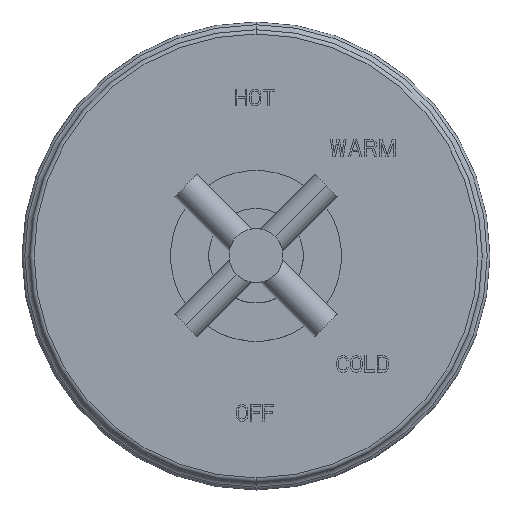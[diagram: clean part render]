
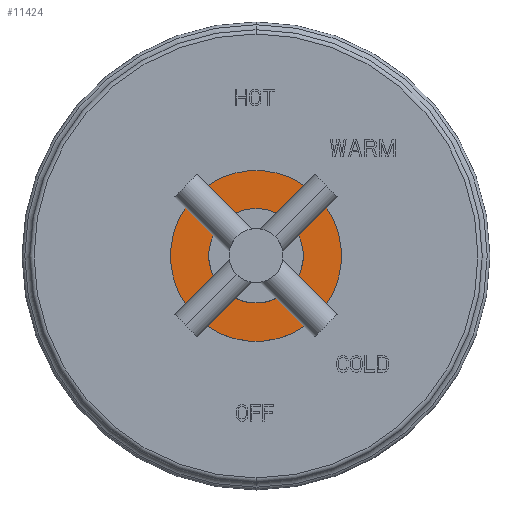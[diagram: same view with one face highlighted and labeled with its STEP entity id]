
A CAD part, top view. The second image highlights one B-rep face of the part: STEP entity #11424.
In plain terms, the highlighted planar face has unit normal (0, 0, 1).
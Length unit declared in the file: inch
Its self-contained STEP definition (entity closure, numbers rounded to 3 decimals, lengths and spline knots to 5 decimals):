
#3784=CARTESIAN_POINT('',(0.,0.,0.688));
#3785=DIRECTION('',(0.,0.,-1.));
#3786=DIRECTION('',(-0.707,-0.707,0.));
#3787=AXIS2_PLACEMENT_3D('',#3784,#3785,#3786);
#3793=CARTESIAN_POINT('',(0.,0.,0.688));
#3794=DIRECTION('',(0.,0.,1.));
#3795=DIRECTION('',(-0.707,-0.707,0.));
#3796=AXIS2_PLACEMENT_3D('',#3793,#3794,#3795);
#3802=CARTESIAN_POINT('',(0.,0.,0.688));
#3803=DIRECTION('',(0.,0.,-1.));
#3804=DIRECTION('',(0.707,0.707,0.));
#3805=AXIS2_PLACEMENT_3D('',#3802,#3803,#3804);
#3807=CARTESIAN_POINT('',(0.,0.,0.688));
#3808=DIRECTION('',(0.,0.,-1.));
#3809=DIRECTION('',(-0.707,-0.707,0.));
#3810=AXIS2_PLACEMENT_3D('',#3807,#3808,#3809);
#5714=CARTESIAN_POINT('',(-0.83969,-0.83969,0.688));
#5715=CARTESIAN_POINT('',(0.83969,0.83969,0.688));
#5716=VERTEX_POINT('',#5714);
#5717=VERTEX_POINT('',#5715);
#5730=CARTESIAN_POINT('',(0.46404,0.46404,0.688));
#5731=CARTESIAN_POINT('',(-0.46404,-0.46404,0.688));
#5732=VERTEX_POINT('',#5730);
#5733=VERTEX_POINT('',#5731);
#11409=CARTESIAN_POINT('',(0.,0.,0.688));
#11410=DIRECTION('',(0.,0.,-1.));
#11411=DIRECTION('',(0.707,0.707,0.));
#11412=AXIS2_PLACEMENT_3D('',#11409,#11410,#11411);
#11413=PLANE('',#11412);
#11414=ORIENTED_EDGE('',*,*,#11403,.F.);
#11415=ORIENTED_EDGE('',*,*,#11389,.T.);
#11416=EDGE_LOOP('',(#11414,#11415));
#11417=FACE_OUTER_BOUND('',#11416,.F.);
#11419=ORIENTED_EDGE('',*,*,#11418,.F.);
#11421=ORIENTED_EDGE('',*,*,#11420,.F.);
#11422=EDGE_LOOP('',(#11419,#11421));
#11423=FACE_BOUND('',#11422,.F.);
#11424=ADVANCED_FACE('',(#11417,#11423),#11413,.F.);
#3788=CIRCLE('',#3787,1.1875);
#3797=CIRCLE('',#3796,1.1875);
#3806=CIRCLE('',#3805,0.65625);
#3811=CIRCLE('',#3810,0.65625);
#11389=EDGE_CURVE('',#5716,#5717,#3788,.T.);
#11403=EDGE_CURVE('',#5716,#5717,#3797,.T.);
#11418=EDGE_CURVE('',#5732,#5733,#3806,.T.);
#11420=EDGE_CURVE('',#5733,#5732,#3811,.T.);
